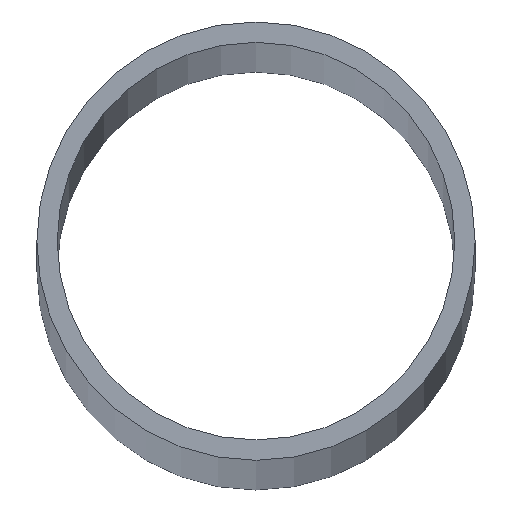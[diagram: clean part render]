
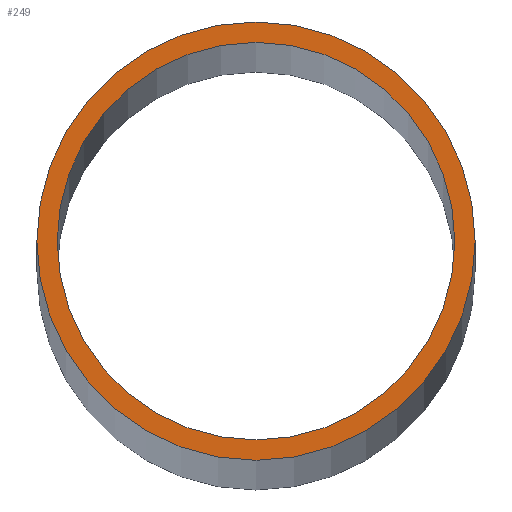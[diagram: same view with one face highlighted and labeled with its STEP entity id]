
A CAD part, top view. The second image highlights one B-rep face of the part: STEP entity #249.
In plain terms, the highlighted planar face has unit normal (0, 0, 1).
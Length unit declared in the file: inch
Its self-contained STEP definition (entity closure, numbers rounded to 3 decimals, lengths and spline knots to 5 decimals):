
#9 = AXIS2_PLACEMENT_3D ( 'NONE', #35, #150, #146 ) ;
#17 = DIRECTION ( 'NONE',  ( 0., 0., 1. ) ) ;
#30 = EDGE_CURVE ( 'NONE', #200, #179, #136, .T. ) ;
#33 = EDGE_CURVE ( 'NONE', #179, #200, #137, .T. ) ;
#35 = CARTESIAN_POINT ( 'NONE',  ( 0., 0., 216. ) ) ;
#45 = CIRCLE ( 'NONE', #81, 2.522 ) ;
#49 = AXIS2_PLACEMENT_3D ( 'NONE', #88, #124, #51 ) ;
#51 = DIRECTION ( 'NONE',  ( 1., 0., 0. ) ) ;
#52 = AXIS2_PLACEMENT_3D ( 'NONE', #60, #117, #155 ) ;
#60 = CARTESIAN_POINT ( 'NONE',  ( 0., 0., 216. ) ) ;
#65 = EDGE_LOOP ( 'NONE', ( #103, #91 ) ) ;
#68 = VERTEX_POINT ( 'NONE', #166 ) ;
#79 = CARTESIAN_POINT ( 'NONE',  ( 2.522, 0., 216. ) ) ;
#81 = AXIS2_PLACEMENT_3D ( 'NONE', #172, #234, #211 ) ;
#82 = PLANE ( 'NONE',  #52 ) ;
#88 = CARTESIAN_POINT ( 'NONE',  ( 0., 0., 216. ) ) ;
#91 = ORIENTED_EDGE ( 'NONE', *, *, #177, .F. ) ;
#97 = FACE_BOUND ( 'NONE', #65, .T. ) ;
#103 = ORIENTED_EDGE ( 'NONE', *, *, #152, .F. ) ;
#106 = CIRCLE ( 'NONE', #9, 2.522 ) ;
#113 = CARTESIAN_POINT ( 'NONE',  ( 2.78, 0., 216. ) ) ;
#117 = DIRECTION ( 'NONE',  ( 0., 0., 1. ) ) ;
#124 = DIRECTION ( 'NONE',  ( 0., 0., 1. ) ) ;
#130 = CARTESIAN_POINT ( 'NONE',  ( -2.78, 0., 216. ) ) ;
#136 = CIRCLE ( 'NONE', #168, 2.78 ) ;
#137 = CIRCLE ( 'NONE', #49, 2.78 ) ;
#145 = DIRECTION ( 'NONE',  ( 1., 0., 0. ) ) ;
#146 = DIRECTION ( 'NONE',  ( 1., 0., 0. ) ) ;
#148 = ORIENTED_EDGE ( 'NONE', *, *, #30, .T. ) ;
#150 = DIRECTION ( 'NONE',  ( 0., 0., 1. ) ) ;
#152 = EDGE_CURVE ( 'NONE', #68, #183, #106, .T. ) ;
#155 = DIRECTION ( 'NONE',  ( 1., 0., 0. ) ) ;
#166 = CARTESIAN_POINT ( 'NONE',  ( -2.522, 0., 216. ) ) ;
#168 = AXIS2_PLACEMENT_3D ( 'NONE', #204, #17, #145 ) ;
#172 = CARTESIAN_POINT ( 'NONE',  ( 0., 0., 216. ) ) ;
#177 = EDGE_CURVE ( 'NONE', #183, #68, #45, .T. ) ;
#179 = VERTEX_POINT ( 'NONE', #113 ) ;
#183 = VERTEX_POINT ( 'NONE', #79 ) ;
#186 = ORIENTED_EDGE ( 'NONE', *, *, #33, .T. ) ;
#190 = FACE_OUTER_BOUND ( 'NONE', #201, .T. ) ;
#200 = VERTEX_POINT ( 'NONE', #130 ) ;
#201 = EDGE_LOOP ( 'NONE', ( #148, #186 ) ) ;
#204 = CARTESIAN_POINT ( 'NONE',  ( 0., 0., 216. ) ) ;
#211 = DIRECTION ( 'NONE',  ( 1., 0., 0. ) ) ;
#234 = DIRECTION ( 'NONE',  ( 0., 0., 1. ) ) ;
#249 = ADVANCED_FACE ( 'NONE', ( #190, #97 ), #82, .T. ) ;
